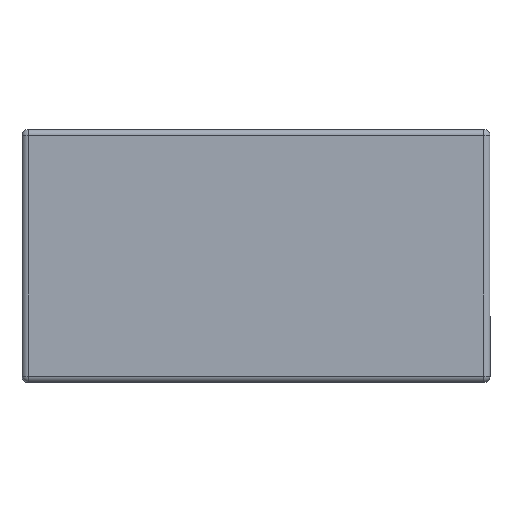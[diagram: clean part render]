
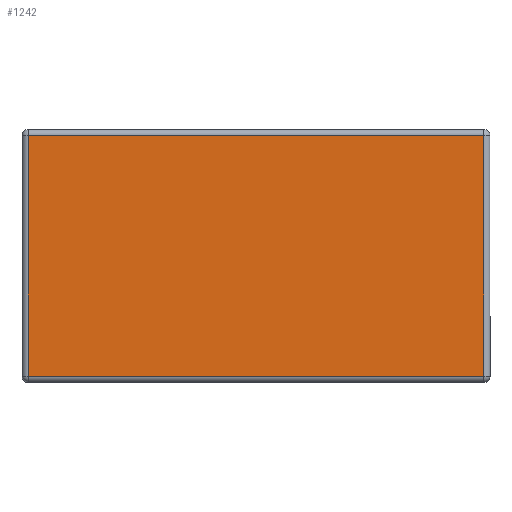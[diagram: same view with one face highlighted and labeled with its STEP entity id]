
A CAD part, top view. The second image highlights one B-rep face of the part: STEP entity #1242.
In plain terms, the highlighted planar face has unit normal (0, 0, 1).
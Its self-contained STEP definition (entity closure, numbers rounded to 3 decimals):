
#46 = DIRECTION ( 'NONE',  ( -1., 0., 0. ) ) ;
#294 = EDGE_CURVE ( 'NONE', #606, #1208, #1630, .T. ) ;
#351 = EDGE_CURVE ( 'NONE', #577, #606, #410, .T. ) ;
#353 = CARTESIAN_POINT ( 'NONE',  ( -1.875, 0.99, 0.98 ) ) ;
#354 = LINE ( 'NONE', #1139, #591 ) ;
#359 = CARTESIAN_POINT ( 'NONE',  ( 1.875, 1.04, 0.98 ) ) ;
#376 = CARTESIAN_POINT ( 'NONE',  ( -1.875, -0.99, 0.98 ) ) ;
#410 = LINE ( 'NONE', #974, #963 ) ;
#496 = LINE ( 'NONE', #359, #1615 ) ;
#531 = CARTESIAN_POINT ( 'NONE',  ( 1.875, -0.99, 0.98 ) ) ;
#577 = VERTEX_POINT ( 'NONE', #353 ) ;
#591 = VECTOR ( 'NONE', #46, 1000. ) ;
#606 = VERTEX_POINT ( 'NONE', #376 ) ;
#727 = ORIENTED_EDGE ( 'NONE', *, *, #1278, .T. ) ;
#733 = ORIENTED_EDGE ( 'NONE', *, *, #351, .T. ) ;
#802 = EDGE_CURVE ( 'NONE', #1208, #1392, #496, .T. ) ;
#860 = DIRECTION ( 'NONE',  ( 1., 0., 0. ) ) ;
#867 = AXIS2_PLACEMENT_3D ( 'NONE', #1430, #1261, #860 ) ;
#879 = CARTESIAN_POINT ( 'NONE',  ( 1.875, 0.99, 0.98 ) ) ;
#963 = VECTOR ( 'NONE', #1083, 1000. ) ;
#974 = CARTESIAN_POINT ( 'NONE',  ( -1.875, -1.04, 0.98 ) ) ;
#1021 = PLANE ( 'NONE',  #867 ) ;
#1083 = DIRECTION ( 'NONE',  ( 0., -1., 0. ) ) ;
#1139 = CARTESIAN_POINT ( 'NONE',  ( -1.925, 0.99, 0.98 ) ) ;
#1208 = VERTEX_POINT ( 'NONE', #531 ) ;
#1242 = ADVANCED_FACE ( 'NONE', ( #1595 ), #1021, .T. ) ;
#1261 = DIRECTION ( 'NONE',  ( 0., 0., 1. ) ) ;
#1278 = EDGE_CURVE ( 'NONE', #1392, #577, #354, .T. ) ;
#1392 = VERTEX_POINT ( 'NONE', #879 ) ;
#1422 = VECTOR ( 'NONE', #1493, 1000. ) ;
#1430 = CARTESIAN_POINT ( 'NONE',  ( 0., 0., 0.98 ) ) ;
#1493 = DIRECTION ( 'NONE',  ( 1., 0., 0. ) ) ;
#1595 = FACE_OUTER_BOUND ( 'NONE', #1610, .T. ) ;
#1610 = EDGE_LOOP ( 'NONE', ( #733, #1795, #1772, #727 ) ) ;
#1615 = VECTOR ( 'NONE', #1753, 1000. ) ;
#1630 = LINE ( 'NONE', #1770, #1422 ) ;
#1753 = DIRECTION ( 'NONE',  ( 0., 1., 0. ) ) ;
#1770 = CARTESIAN_POINT ( 'NONE',  ( 1.925, -0.99, 0.98 ) ) ;
#1772 = ORIENTED_EDGE ( 'NONE', *, *, #802, .T. ) ;
#1795 = ORIENTED_EDGE ( 'NONE', *, *, #294, .T. ) ;
